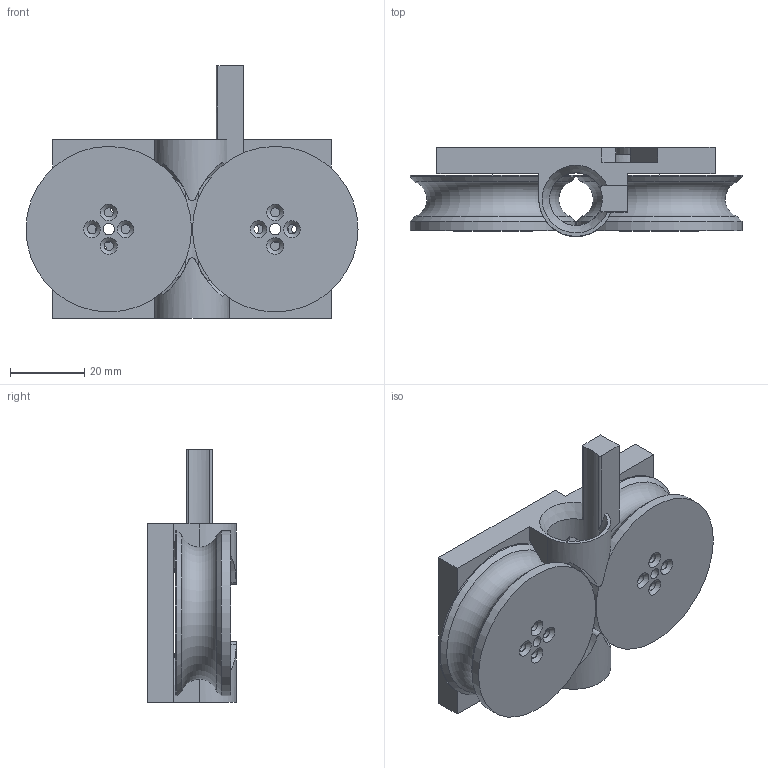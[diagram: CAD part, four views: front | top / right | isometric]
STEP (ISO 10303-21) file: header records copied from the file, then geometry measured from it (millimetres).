
FILE_DESCRIPTION(/* description */ (''),/* implementation_level */ '2;1');
FILE_NAME(/* name */ 'BLDC high crush cage flat 1806 .step',/* time_stamp */ '2020-12-09T14:32:14-08:00',/* author */ (''),/* organization */ (''),/* preprocessor_version */ 'ST-DEVELOPER v18.1',/* originating_system */ 'Autodesk Translation Framework v9.3.0.1241',/* authorisation */ '');
FILE_SCHEMA (('AUTOMOTIVE_DESIGN { 1 0 10303 214 3 1 1 }'));
Length unit declared in the file: millimetre
Products named in the file (2): BLDC high crush cage flat 1806 V2; flywheel_lathed_hi_crush 1806
Assembly tree (2 placements, depth 2):
  BLDC high crush cage flat 1806 V2
    flywheel_lathed_hi_crush 1806  x2
Bounding box: 89.25 x 23.9 x 68 mm (x, y, z)
Volume: 37060.1 mm3; surface area: 26300.4 mm2
Topology: 3 solids, 3 shells, 110 faces, 296 edges, 192 vertices
Faces by surface type: cylinder 50, plane 29, cone 23, torus 8
Full cylindrical faces by diameter (mm): 2.5 x8, 3 x2, 3.1 x8, 3.5 x3, 7 x2, 14.2 x1, 24 x4, 44.5 x4
Entity records: 3404 total; most frequent: CARTESIAN_POINT 944, ORIENTED_EDGE 508, DIRECTION 494, EDGE_CURVE 254, AXIS2_PLACEMENT_3D 199, VERTEX_POINT 166, EDGE_LOOP 128, CIRCLE 104
